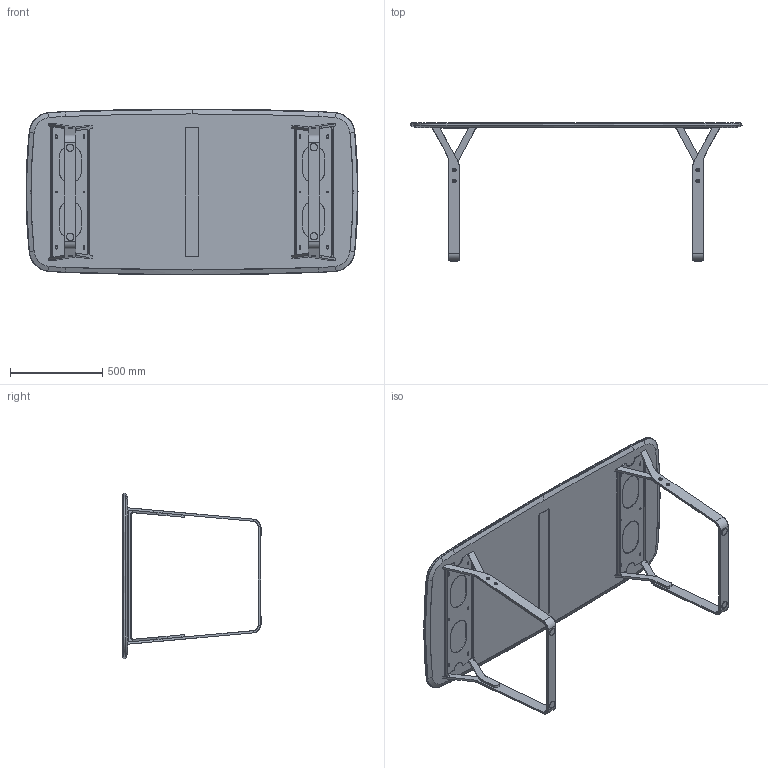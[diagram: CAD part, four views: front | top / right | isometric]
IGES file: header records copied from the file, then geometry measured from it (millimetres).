
Start section: SolidWorks IGES file using analytic representation for surfaces
Global section: file name: Arco-Essential_Steel-180x90x75-Arco_Design_Studio-3Dfile.IGS; native system: SolidWorks 2019; preprocessor: SolidWorks 2019; author: jellisg; date: 210615.135518; units: millimetre
Bounding box: 1799.81 x 748.77 x 899.91 mm (x, y, z)
Surface area: 4229274.7 mm2 (no closed solid volume)
Topology: 0 solids, 0 shells, 382 faces, 4604 edges, 4604 vertices
Faces by surface type: revolution 191, bspline 191
